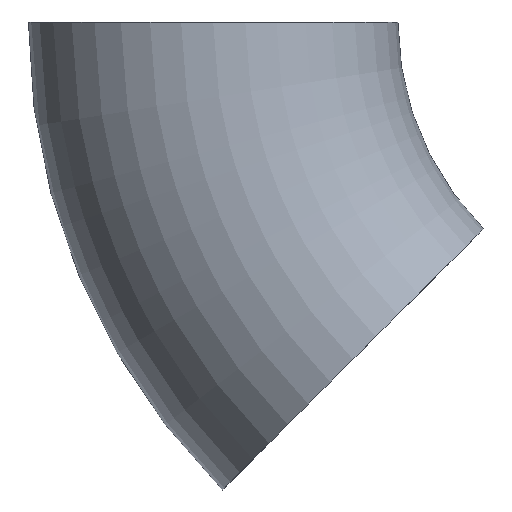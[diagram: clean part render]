
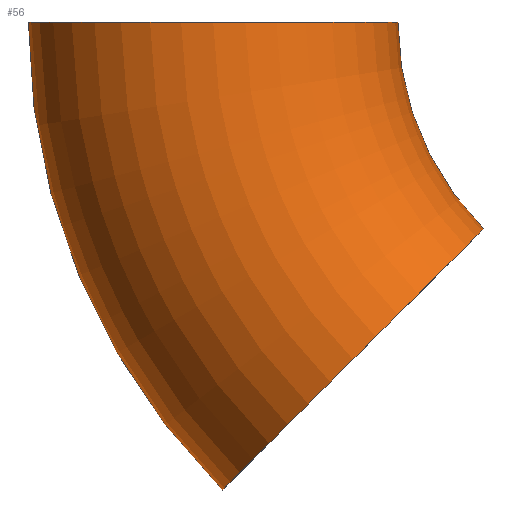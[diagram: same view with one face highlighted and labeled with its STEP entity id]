
A CAD part, front view. The second image highlights one B-rep face of the part: STEP entity #56.
In plain terms, the highlighted toroidal (fillet/blend) face has major radius 27.5 mm and minor radius 10.65 mm.
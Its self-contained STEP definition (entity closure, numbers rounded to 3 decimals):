
#1 = EDGE_CURVE ( 'NONE', #154, #5, #48, .T. ) ;
#5 = VERTEX_POINT ( 'NONE', #8 ) ;
#7 = DIRECTION ( 'NONE',  ( 0.707, 0., 0.707 ) ) ;
#8 = CARTESIAN_POINT ( 'NONE',  ( -11.915, 0., -11.915 ) ) ;
#10 = CIRCLE ( 'NONE', #51, 38.15 ) ;
#27 = CARTESIAN_POINT ( 'NONE',  ( 0., 0., 0. ) ) ;
#28 = ORIENTED_EDGE ( 'NONE', *, *, #248, .T. ) ;
#29 = FACE_OUTER_BOUND ( 'NONE', #61, .T. ) ;
#41 = EDGE_CURVE ( 'NONE', #223, #167, #120, .T. ) ;
#44 = DIRECTION ( 'NONE',  ( 0., 0., 1. ) ) ;
#48 = CIRCLE ( 'NONE', #230, 10.65 ) ;
#51 = AXIS2_PLACEMENT_3D ( 'NONE', #27, #123, #202 ) ;
#56 = ADVANCED_FACE ( 'NONE', ( #29 ), #101, .T. ) ;
#61 = EDGE_LOOP ( 'NONE', ( #207, #227, #28, #196 ) ) ;
#64 = CARTESIAN_POINT ( 'NONE',  ( -19.445, 0., -19.445 ) ) ;
#67 = AXIS2_PLACEMENT_3D ( 'NONE', #185, #160, #44 ) ;
#80 = DIRECTION ( 'NONE',  ( 1., 0., 0. ) ) ;
#81 = AXIS2_PLACEMENT_3D ( 'NONE', #209, #211, #149 ) ;
#83 = EDGE_CURVE ( 'NONE', #154, #223, #10, .T. ) ;
#93 = CIRCLE ( 'NONE', #81, 16.85 ) ;
#101 = TOROIDAL_SURFACE ( 'NONE', #67, 27.5, 10.65 ) ;
#105 = DIRECTION ( 'NONE',  ( 0., 0., 1. ) ) ;
#112 = CARTESIAN_POINT ( 'NONE',  ( -26.976, 0., -26.976 ) ) ;
#114 = CARTESIAN_POINT ( 'NONE',  ( -38.15, 0., 0. ) ) ;
#120 = CIRCLE ( 'NONE', #169, 10.65 ) ;
#123 = DIRECTION ( 'NONE',  ( 0., 1., 0. ) ) ;
#127 = DIRECTION ( 'NONE',  ( -0.707, 0., 0.707 ) ) ;
#130 = CARTESIAN_POINT ( 'NONE',  ( -16.85, 0., 0. ) ) ;
#143 = CARTESIAN_POINT ( 'NONE',  ( -27.5, 0., 0. ) ) ;
#149 = DIRECTION ( 'NONE',  ( 0., 0., 1. ) ) ;
#154 = VERTEX_POINT ( 'NONE', #112 ) ;
#160 = DIRECTION ( 'NONE',  ( 0., 1., 0. ) ) ;
#167 = VERTEX_POINT ( 'NONE', #130 ) ;
#169 = AXIS2_PLACEMENT_3D ( 'NONE', #143, #105, #80 ) ;
#185 = CARTESIAN_POINT ( 'NONE',  ( 0., 0., 0. ) ) ;
#196 = ORIENTED_EDGE ( 'NONE', *, *, #41, .F. ) ;
#202 = DIRECTION ( 'NONE',  ( 0., 0., 1. ) ) ;
#207 = ORIENTED_EDGE ( 'NONE', *, *, #83, .F. ) ;
#209 = CARTESIAN_POINT ( 'NONE',  ( 0., 0., 0. ) ) ;
#211 = DIRECTION ( 'NONE',  ( 0., 1., 0. ) ) ;
#223 = VERTEX_POINT ( 'NONE', #114 ) ;
#227 = ORIENTED_EDGE ( 'NONE', *, *, #1, .T. ) ;
#230 = AXIS2_PLACEMENT_3D ( 'NONE', #64, #127, #7 ) ;
#248 = EDGE_CURVE ( 'NONE', #5, #167, #93, .T. ) ;
